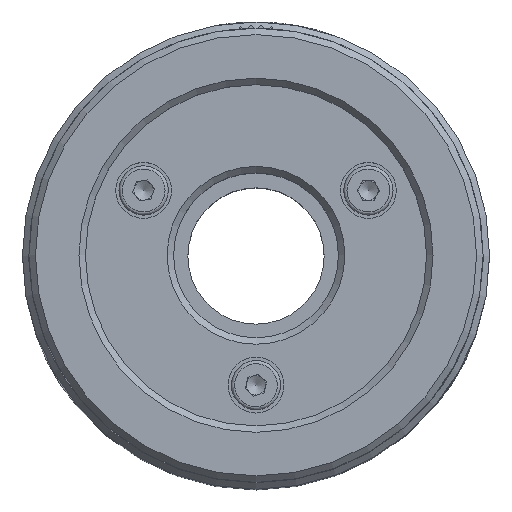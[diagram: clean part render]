
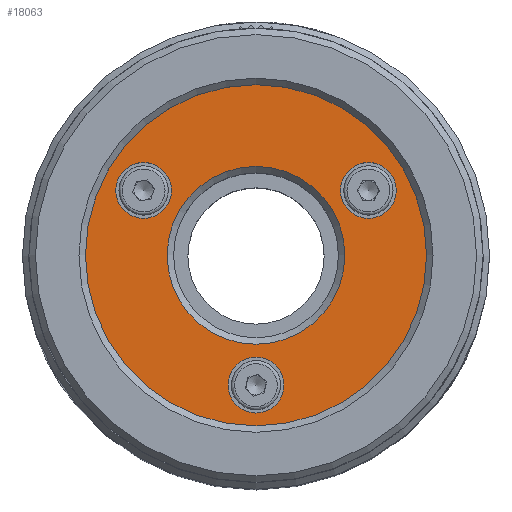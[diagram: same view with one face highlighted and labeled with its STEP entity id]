
A CAD part, top view. The second image highlights one B-rep face of the part: STEP entity #18063.
In plain terms, the highlighted face is planar.
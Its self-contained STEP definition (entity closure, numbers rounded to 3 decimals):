
#251 = DIRECTION ( 'NONE',  ( 0., 1., 0. ) ) ;
#310 = AXIS2_PLACEMENT_3D ( 'NONE', #32641, #8256, #251 ) ;
#2081 = AXIS2_PLACEMENT_3D ( 'NONE', #2125, #15998, #23821 ) ;
#2125 = CARTESIAN_POINT ( 'NONE',  ( 0., -10., 4.1 ) ) ;
#2720 = CARTESIAN_POINT ( 'NONE',  ( -8.66, 7.15, 4.1 ) ) ;
#4598 = FACE_BOUND ( 'NONE', #12560, .T. ) ;
#5854 = ORIENTED_EDGE ( 'NONE', *, *, #24591, .T. ) ;
#8235 = CARTESIAN_POINT ( 'NONE',  ( 8.66, 7.15, 4.1 ) ) ;
#8256 = DIRECTION ( 'NONE',  ( 0., 0., 1. ) ) ;
#9774 = FACE_BOUND ( 'NONE', #32632, .T. ) ;
#10388 = VERTEX_POINT ( 'NONE', #2720 ) ;
#10497 = DIRECTION ( 'NONE',  ( 0., 1., 0. ) ) ;
#11050 = ORIENTED_EDGE ( 'NONE', *, *, #18508, .T. ) ;
#11067 = DIRECTION ( 'NONE',  ( 0., 0., 1. ) ) ;
#11217 = CARTESIAN_POINT ( 'NONE',  ( 0., 0., 4.1 ) ) ;
#11898 = EDGE_LOOP ( 'NONE', ( #23891 ) ) ;
#12560 = EDGE_LOOP ( 'NONE', ( #5854 ) ) ;
#12981 = FACE_BOUND ( 'NONE', #14458, .T. ) ;
#12986 = CARTESIAN_POINT ( 'NONE',  ( -8.66, 5., 4.1 ) ) ;
#13982 = CIRCLE ( 'NONE', #34478, 2.15 ) ;
#14458 = EDGE_LOOP ( 'NONE', ( #18178 ) ) ;
#15467 = PLANE ( 'NONE',  #23640 ) ;
#15655 = DIRECTION ( 'NONE',  ( 0., 0., 1. ) ) ;
#15998 = DIRECTION ( 'NONE',  ( 0., 0., 1. ) ) ;
#17175 = EDGE_CURVE ( 'NONE', #34775, #34775, #29283, .T. ) ;
#17954 = FACE_OUTER_BOUND ( 'NONE', #11898, .T. ) ;
#18063 = ADVANCED_FACE ( 'NONE', ( #17954, #4598, #9774, #12981, #28970 ), #15467, .T. ) ;
#18128 = DIRECTION ( 'NONE',  ( 0., 1., 0. ) ) ;
#18175 = CIRCLE ( 'NONE', #19329, 13.5 ) ;
#18178 = ORIENTED_EDGE ( 'NONE', *, *, #18452, .T. ) ;
#18452 = EDGE_CURVE ( 'NONE', #10388, #10388, #13982, .T. ) ;
#18508 = EDGE_CURVE ( 'NONE', #21579, #21579, #19682, .T. ) ;
#18542 = DIRECTION ( 'NONE',  ( -1., 0., 0. ) ) ;
#19329 = AXIS2_PLACEMENT_3D ( 'NONE', #11217, #33077, #33257 ) ;
#19682 = CIRCLE ( 'NONE', #2081, 2.15 ) ;
#19705 = EDGE_LOOP ( 'NONE', ( #27907 ) ) ;
#21579 = VERTEX_POINT ( 'NONE', #24430 ) ;
#23640 = AXIS2_PLACEMENT_3D ( 'NONE', #26322, #23813, #18128 ) ;
#23813 = DIRECTION ( 'NONE',  ( 0., 0., -1. ) ) ;
#23821 = DIRECTION ( 'NONE',  ( 0., 1., 0. ) ) ;
#23891 = ORIENTED_EDGE ( 'NONE', *, *, #31046, .T. ) ;
#24430 = CARTESIAN_POINT ( 'NONE',  ( 0., -7.85, 4.1 ) ) ;
#24591 = EDGE_CURVE ( 'NONE', #24777, #24777, #28101, .T. ) ;
#24777 = VERTEX_POINT ( 'NONE', #27960 ) ;
#26322 = CARTESIAN_POINT ( 'NONE',  ( 0., 0., 4.1 ) ) ;
#27073 = CARTESIAN_POINT ( 'NONE',  ( 0., 0., 4.1 ) ) ;
#27907 = ORIENTED_EDGE ( 'NONE', *, *, #17175, .T. ) ;
#27960 = CARTESIAN_POINT ( 'NONE',  ( -6.85, 0., 4.1 ) ) ;
#28101 = CIRCLE ( 'NONE', #32663, 6.85 ) ;
#28970 = FACE_BOUND ( 'NONE', #19705, .T. ) ;
#29283 = CIRCLE ( 'NONE', #310, 2.15 ) ;
#31046 = EDGE_CURVE ( 'NONE', #31688, #31688, #18175, .T. ) ;
#31688 = VERTEX_POINT ( 'NONE', #34190 ) ;
#32632 = EDGE_LOOP ( 'NONE', ( #11050 ) ) ;
#32641 = CARTESIAN_POINT ( 'NONE',  ( 8.66, 5., 4.1 ) ) ;
#32663 = AXIS2_PLACEMENT_3D ( 'NONE', #27073, #11067, #18542 ) ;
#33077 = DIRECTION ( 'NONE',  ( 0., 0., -1. ) ) ;
#33257 = DIRECTION ( 'NONE',  ( 0., -1., 0. ) ) ;
#34190 = CARTESIAN_POINT ( 'NONE',  ( 0., -13.5, 4.1 ) ) ;
#34478 = AXIS2_PLACEMENT_3D ( 'NONE', #12986, #15655, #10497 ) ;
#34775 = VERTEX_POINT ( 'NONE', #8235 ) ;
